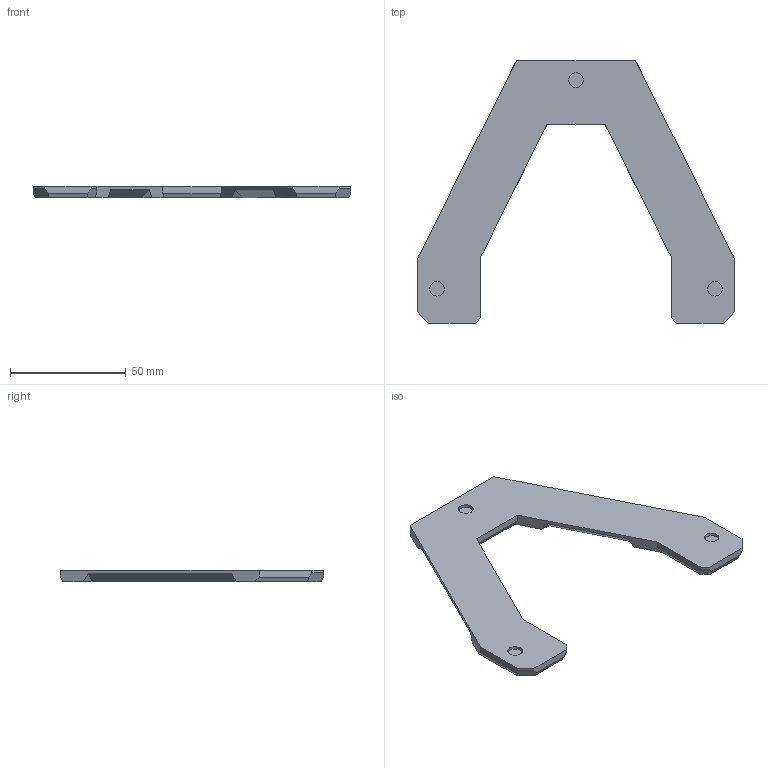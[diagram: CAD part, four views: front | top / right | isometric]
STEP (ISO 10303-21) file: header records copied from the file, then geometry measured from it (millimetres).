
FILE_DESCRIPTION(/* description */ (''),/* implementation_level */ '2;1');
FILE_NAME(/* name */ 'enclosure2_t-plate_trim_4mm.step',/* time_stamp */ '2022-09-15T14:55:59+01:00',/* author */ (''),/* organization */ (''),/* preprocessor_version */ 'ST-DEVELOPER v19',/* originating_system */ 'Autodesk Translation Framework v11.7.0.108',/* authorisation */ '');
FILE_SCHEMA (('AUTOMOTIVE_DESIGN { 1 0 10303 214 3 1 1 }'));
Length unit declared in the file: millimetre
Products named in the file (1): enclosure2_t-plate_trim_4mm
Bounding box: 137 x 113.5 x 5 mm (x, y, z)
Volume: 29160.8 mm3; surface area: 15320.5 mm2
Topology: 1 solids, 1 shells, 73 faces, 192 edges, 127 vertices
Faces by surface type: plane 64, cylinder 6, cone 3
Full cylindrical faces by diameter (mm): 6.3 x3, 11 x3
Entity records: 2250 total; most frequent: CARTESIAN_POINT 393, ORIENTED_EDGE 384, DIRECTION 355, EDGE_CURVE 192, LINE 177, VECTOR 177, VERTEX_POINT 127, AXIS2_PLACEMENT_3D 89
